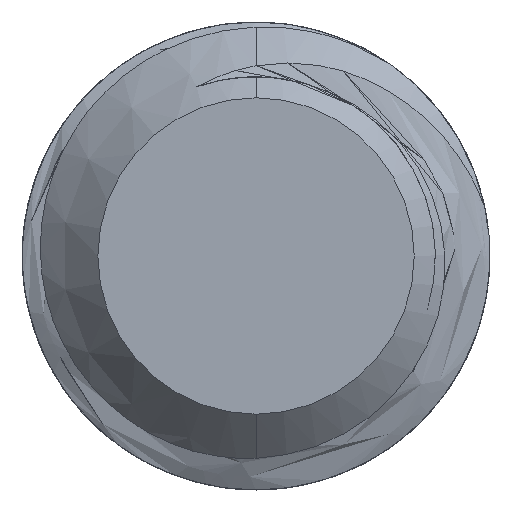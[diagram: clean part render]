
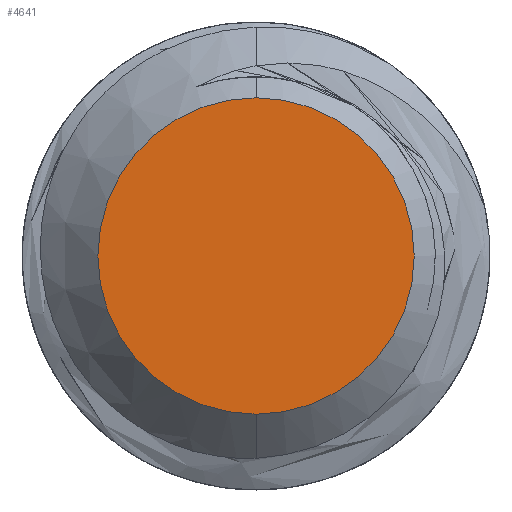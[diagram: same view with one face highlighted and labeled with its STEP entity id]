
A CAD part, left-side view. The second image highlights one B-rep face of the part: STEP entity #4641.
In plain terms, the highlighted planar face has unit normal (-1, 0, 0).
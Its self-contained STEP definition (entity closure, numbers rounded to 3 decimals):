
#799 = VERTEX_POINT ( 'NONE', #8843 ) ;
#881 = CIRCLE ( 'NONE', #6224, 0.845 ) ;
#1469 = DIRECTION ( 'NONE',  ( 0., 0., -1. ) ) ;
#1600 = CARTESIAN_POINT ( 'NONE',  ( -12.5, 0., 0. ) ) ;
#2063 = VERTEX_POINT ( 'NONE', #9497 ) ;
#2266 = DIRECTION ( 'NONE',  ( 0., 0., -1. ) ) ;
#2463 = ORIENTED_EDGE ( 'NONE', *, *, #4851, .T. ) ;
#3295 = AXIS2_PLACEMENT_3D ( 'NONE', #7105, #6335, #2266 ) ;
#3936 = FACE_OUTER_BOUND ( 'NONE', #4819, .T. ) ;
#4368 = ORIENTED_EDGE ( 'NONE', *, *, #10466, .T. ) ;
#4641 = ADVANCED_FACE ( 'NONE', ( #3936 ), #8856, .F. ) ;
#4819 = EDGE_LOOP ( 'NONE', ( #2463, #4368 ) ) ;
#4851 = EDGE_CURVE ( 'NONE', #2063, #799, #7159, .T. ) ;
#5675 = DIRECTION ( 'NONE',  ( 0., 0., -1. ) ) ;
#6224 = AXIS2_PLACEMENT_3D ( 'NONE', #7976, #10541, #1469 ) ;
#6335 = DIRECTION ( 'NONE',  ( 1., 0., 0. ) ) ;
#6888 = AXIS2_PLACEMENT_3D ( 'NONE', #1600, #9406, #5675 ) ;
#7105 = CARTESIAN_POINT ( 'NONE',  ( -12.5, 0., 0. ) ) ;
#7159 = CIRCLE ( 'NONE', #6888, 0.845 ) ;
#7976 = CARTESIAN_POINT ( 'NONE',  ( -12.5, 0., 0. ) ) ;
#8843 = CARTESIAN_POINT ( 'NONE',  ( -12.5, 0., 0.845 ) ) ;
#8856 = PLANE ( 'NONE',  #3295 ) ;
#9406 = DIRECTION ( 'NONE',  ( -1., 0., 0. ) ) ;
#9497 = CARTESIAN_POINT ( 'NONE',  ( -12.5, 0., -0.845 ) ) ;
#10466 = EDGE_CURVE ( 'NONE', #799, #2063, #881, .T. ) ;
#10541 = DIRECTION ( 'NONE',  ( -1., 0., 0. ) ) ;
